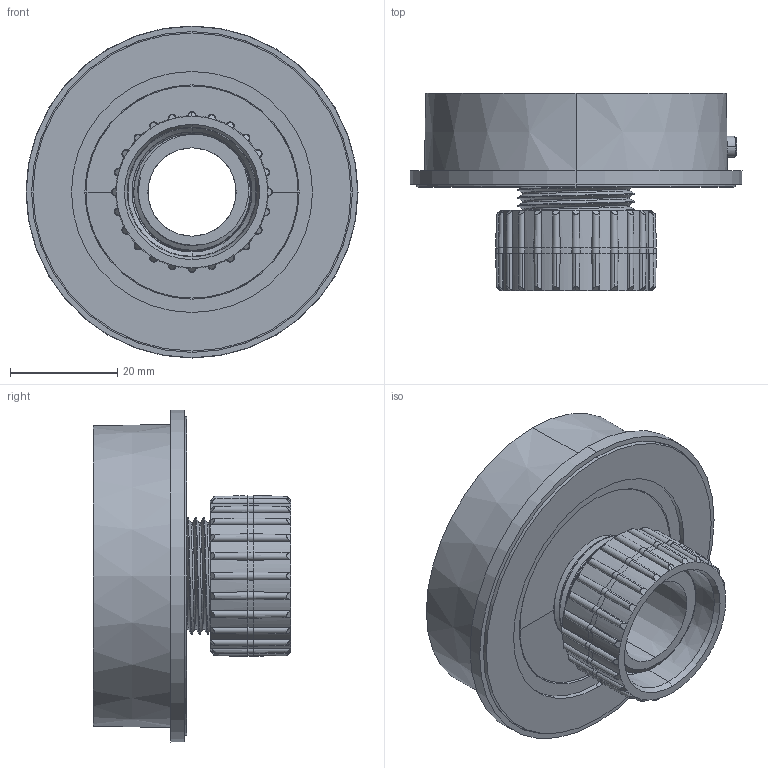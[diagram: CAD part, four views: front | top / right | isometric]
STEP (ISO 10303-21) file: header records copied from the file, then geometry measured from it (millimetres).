
FILE_DESCRIPTION (( 'STEP AP203' ), '1' );
FILE_NAME ('26070003.step', '2020-08-20T17:32:10', ( '' ), ( '' ), 'SwSTEP 2.0', 'SolidWorks 2019', '' );
FILE_SCHEMA (( 'CONFIG_CONTROL_DESIGN' ));
Length unit declared in the file: inch
Products named in the file (1): 26070003
Bounding box: 62 x 36.9 x 62 mm (x, y, z)
Volume: 16933.9 mm3; surface area: 17596 mm2
Topology: 2 solids, 2 shells, 351 faces, 803 edges, 465 vertices
Faces by surface type: cone 200, cylinder 108, bspline 26, plane 17
Entity records: 22128 total; most frequent: CARTESIAN_POINT 14960, ORIENTED_EDGE 1606, DIRECTION 1260, EDGE_CURVE 803, AXIS2_PLACEMENT_3D 541, VERTEX_POINT 465, B_SPLINE_CURVE_WITH_KNOTS 409, EDGE_LOOP 364
